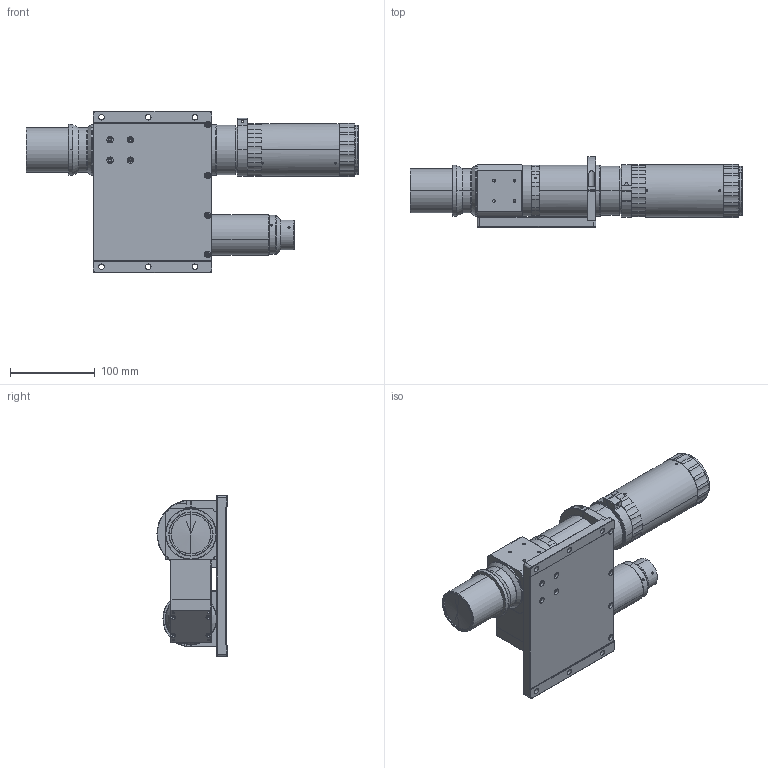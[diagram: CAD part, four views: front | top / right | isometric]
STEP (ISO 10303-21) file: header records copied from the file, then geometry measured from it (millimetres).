
FILE_DESCRIPTION (( 'STEP AP203' ), '1' );
FILE_NAME ('DTCA35F-8.8C-G-M58-AL.STEP', '2022-11-30T09:08:10', ( '' ), ( '' ), 'SwSTEP 2.0', 'SolidWorks 2017', '' );
FILE_SCHEMA (( 'CONFIG_CONTROL_DESIGN' ));
Products named in the file (1): DTCA35F-8.8C-G-M58-AL
Bounding box: 391.01 x 82.53 x 190 mm (x, y, z)
Volume: 1919715.6 mm3; surface area: 236470.7 mm2
Topology: 1 solids, 6 shells, 1462 faces, 3761 edges, 2307 vertices
Faces by surface type: cylinder 539, cone 451, plane 440, bspline 32
Entity records: 48469 total; most frequent: CARTESIAN_POINT 13111, DIRECTION 7575, ORIENTED_EDGE 7406, EDGE_CURVE 3703, AXIS2_PLACEMENT_3D 3042, VERTEX_POINT 2307, EDGE_LOOP 1618, CIRCLE 1611
